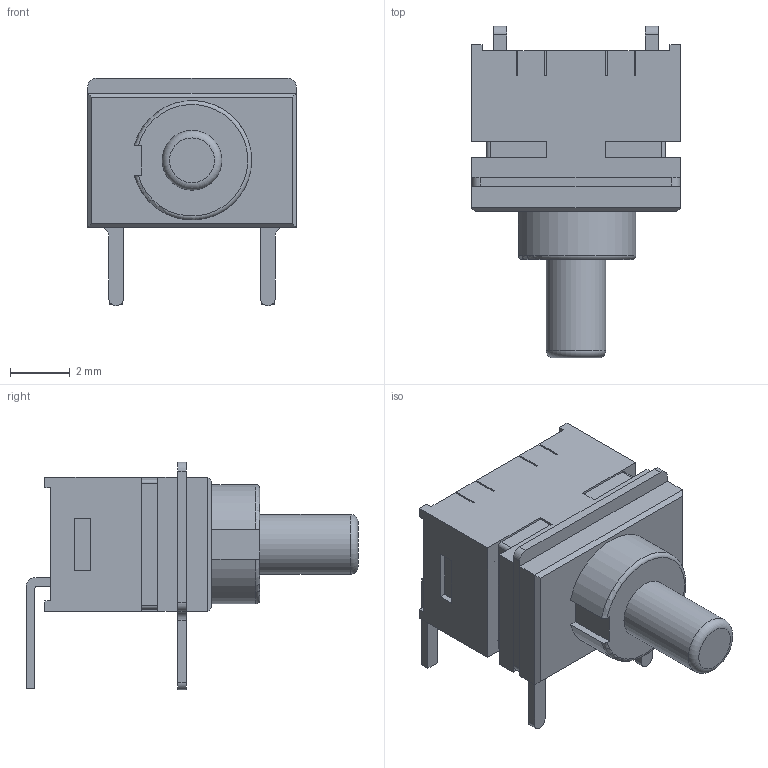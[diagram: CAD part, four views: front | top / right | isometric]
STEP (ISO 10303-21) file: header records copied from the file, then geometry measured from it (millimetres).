
FILE_DESCRIPTION(('FreeCAD Model'),'2;1');
FILE_NAME('FP11SPA1B1TP00.stp','2018-10-27T10:27:06',( 'Author'),(''),'Open CASCADE STEP processor 6.8','FreeCAD','Unknown' );
FILE_SCHEMA(('AUTOMOTIVE_DESIGN_CC2 { 1 2 10303 214 -1 1 5 4 }'));
Length unit declared in the file: millimetre
Products named in the file (1): 1
Bounding box: 7 x 11.13 x 7.62 mm (x, y, z)
Volume: 137.8 mm3; surface area: 447.4 mm2
Topology: 1 solids, 1 shells, 167 faces, 477 edges, 313 vertices
Faces by surface type: plane 132, cylinder 33, torus 2
Full cylindrical faces by diameter (mm): 2 x2
Entity records: 14844 total; most frequent: CARTESIAN_POINT 5491, DIRECTION 1671, LINE 1146, VECTOR 1146, ORIENTED_EDGE 954, PCURVE 954, DEFINITIONAL_REPRESENTATION 954, EDGE_CURVE 477
